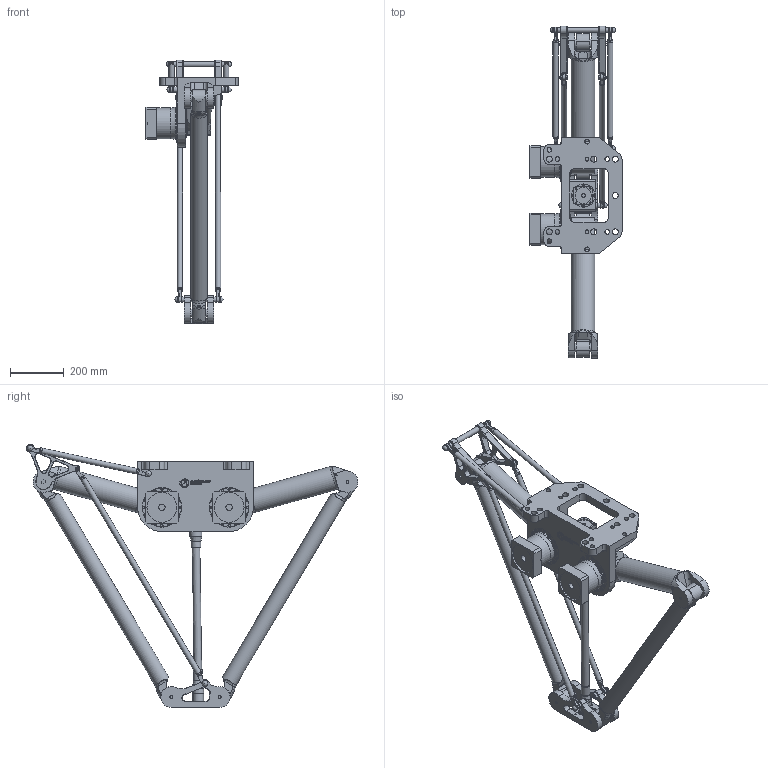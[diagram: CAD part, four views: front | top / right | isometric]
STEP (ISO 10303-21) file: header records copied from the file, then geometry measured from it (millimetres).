
FILE_DESCRIPTION(/* description */ (''),/* implementation_level */ '2;1');
FILE_NAME(/* name */ '3D-model_A_00903-T1.stp',/* time_stamp */ '2022-02-19T12:11:31+01:00',/* author */ ('michael.schutter'),/* organization */ ('Majatronic'),/* preprocessor_version */ 'ST-DEVELOPER v16.5',/* originating_system */ 'Autodesk Inventor 2017',/* authorisation */ '');
FILE_SCHEMA (('AUTOMOTIVE_DESIGN { 1 0 10303 214 3 1 1 }'));
Length unit declared in the file: millimetre
Products named in the file (16): A_00903-T1_DUMMY; MT_BGR00020908; MT_WST00065198; MT_WST00055121MT_WST; MT_WST00066994MT_WST; MT_WST00068499MT_WST; MT_WST00061011MT_WST; MT_WST00061012MT_WST; MT_WST00061013MT_WST; MT_WST00101308; MT_WST00060925MT_WST; MT_WST00061015MT_WST; MT_WST00061014MT_WST; MT_WST00063605MT_WST; MT_WST00068734MT_WST; MT_WST00068491MT_WST
Assembly tree (19 placements, depth 3):
  A_00903-T1_DUMMY
    MT_BGR00020908
      MT_WST00065198
      MT_WST00055121MT_WST  x2
      MT_WST00066994MT_WST
      MT_WST00068499MT_WST
    MT_WST00061011MT_WST
    MT_WST00061012MT_WST
    MT_WST00061013MT_WST  x2
    MT_WST00101308
    MT_WST00060925MT_WST
    MT_WST00061014MT_WST  x2
    MT_WST00061015MT_WST  x2
    MT_WST00063605MT_WST
    MT_WST00068734MT_WST
    MT_WST00068491MT_WST
Bounding box: 342 x 1233.79 x 979.58 mm (x, y, z)
Volume: 23350445.9 mm3; surface area: 2129339.6 mm2
Topology: 20 solids, 21 shells, 2269 faces, 5188 edges, 3297 vertices
Faces by surface type: plane 1079, cylinder 731, cone 327, torus 96, bspline 26, sphere 10
Full cylindrical faces by diameter (mm): 4 x16, 4.134 x38, 4.35 x8, 4.917 x16, 5 x32, 6 x1, 6.647 x6, 7 x16, 8 x2, 8.2 x24, 8.5 x32, 10 x36, 10.106 x1, 12 x5, 13 x24, 14 x2, 15 x5, 17.294 x8, 18 x16, 19.8 x8, 20 x28, 22 x7, 24 x2, 25 x2, 28 x1, 32 x8, 33 x1, 35 x1, 40 x8, 44 x2
Entity records: 55591 total; most frequent: CARTESIAN_POINT 13348, DIRECTION 8919, ORIENTED_EDGE 7528, EDGE_CURVE 3762, AXIS2_PLACEMENT_3D 3423, VERTEX_POINT 2650, EDGE_LOOP 2647, LINE 2073
